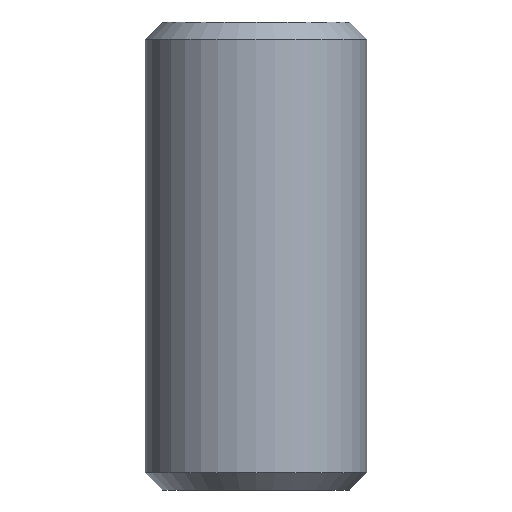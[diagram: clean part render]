
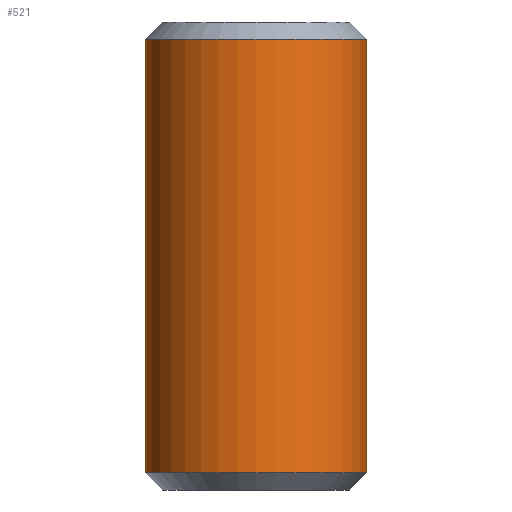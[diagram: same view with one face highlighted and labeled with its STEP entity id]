
A CAD part, front view. The second image highlights one B-rep face of the part: STEP entity #521.
In plain terms, the highlighted cylindrical face has radius 3.2 mm (diameter 6.4 mm), a partial arc.
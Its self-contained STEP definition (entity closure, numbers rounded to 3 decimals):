
#20 = LINE ( 'NONE', #305, #410 ) ;
#24 = VERTEX_POINT ( 'NONE', #302 ) ;
#25 = EDGE_CURVE ( 'NONE', #24, #498, #20, .T. ) ;
#27 = AXIS2_PLACEMENT_3D ( 'NONE', #335, #894, #118 ) ;
#90 = EDGE_CURVE ( 'NONE', #702, #123, #294, .T. ) ;
#94 = VECTOR ( 'NONE', #411, 1000. ) ;
#118 = DIRECTION ( 'NONE',  ( 1., 0., 0. ) ) ;
#123 = VERTEX_POINT ( 'NONE', #910 ) ;
#191 = CARTESIAN_POINT ( 'NONE',  ( 0., 0., -6.25 ) ) ;
#217 = AXIS2_PLACEMENT_3D ( 'NONE', #405, #232, #839 ) ;
#232 = DIRECTION ( 'NONE',  ( 0., 0., -1. ) ) ;
#294 = LINE ( 'NONE', #427, #94 ) ;
#296 = AXIS2_PLACEMENT_3D ( 'NONE', #191, #339, #477 ) ;
#301 = CYLINDRICAL_SURFACE ( 'NONE', #217, 3.2 ) ;
#302 = CARTESIAN_POINT ( 'NONE',  ( -3.2, 0., 6.25 ) ) ;
#305 = CARTESIAN_POINT ( 'NONE',  ( -3.2, 0., 6.75 ) ) ;
#332 = ORIENTED_EDGE ( 'NONE', *, *, #90, .F. ) ;
#333 = CARTESIAN_POINT ( 'NONE',  ( 3.2, 0., 6.25 ) ) ;
#335 = CARTESIAN_POINT ( 'NONE',  ( 0., 0., 6.25 ) ) ;
#339 = DIRECTION ( 'NONE',  ( 0., 0., 1. ) ) ;
#343 = ORIENTED_EDGE ( 'NONE', *, *, #461, .T. ) ;
#370 = CIRCLE ( 'NONE', #27, 3.2 ) ;
#377 = ORIENTED_EDGE ( 'NONE', *, *, #505, .T. ) ;
#405 = CARTESIAN_POINT ( 'NONE',  ( 0., 0., 6.75 ) ) ;
#410 = VECTOR ( 'NONE', #578, 1000. ) ;
#411 = DIRECTION ( 'NONE',  ( 0., 0., -1. ) ) ;
#427 = CARTESIAN_POINT ( 'NONE',  ( 3.2, 0., 6.75 ) ) ;
#443 = FACE_OUTER_BOUND ( 'NONE', #674, .T. ) ;
#461 = EDGE_CURVE ( 'NONE', #498, #123, #845, .T. ) ;
#471 = CARTESIAN_POINT ( 'NONE',  ( -3.2, 0., -6.25 ) ) ;
#477 = DIRECTION ( 'NONE',  ( 1., 0., 0. ) ) ;
#498 = VERTEX_POINT ( 'NONE', #471 ) ;
#505 = EDGE_CURVE ( 'NONE', #702, #24, #370, .T. ) ;
#521 = ADVANCED_FACE ( 'NONE', ( #443 ), #301, .T. ) ;
#578 = DIRECTION ( 'NONE',  ( 0., 0., -1. ) ) ;
#674 = EDGE_LOOP ( 'NONE', ( #332, #377, #763, #343 ) ) ;
#702 = VERTEX_POINT ( 'NONE', #333 ) ;
#763 = ORIENTED_EDGE ( 'NONE', *, *, #25, .T. ) ;
#839 = DIRECTION ( 'NONE',  ( -1., 0., 0. ) ) ;
#845 = CIRCLE ( 'NONE', #296, 3.2 ) ;
#894 = DIRECTION ( 'NONE',  ( 0., 0., -1. ) ) ;
#910 = CARTESIAN_POINT ( 'NONE',  ( 3.2, 0., -6.25 ) ) ;
